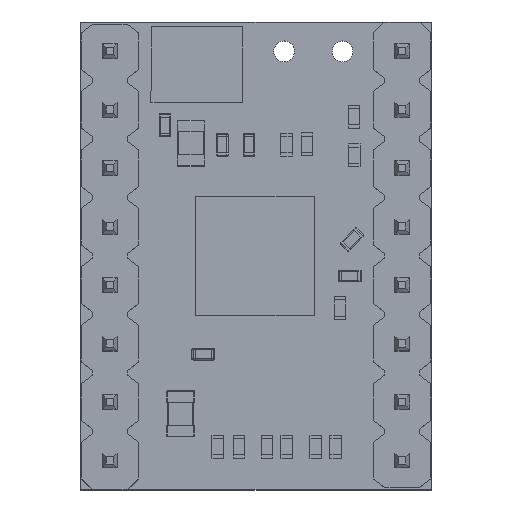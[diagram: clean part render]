
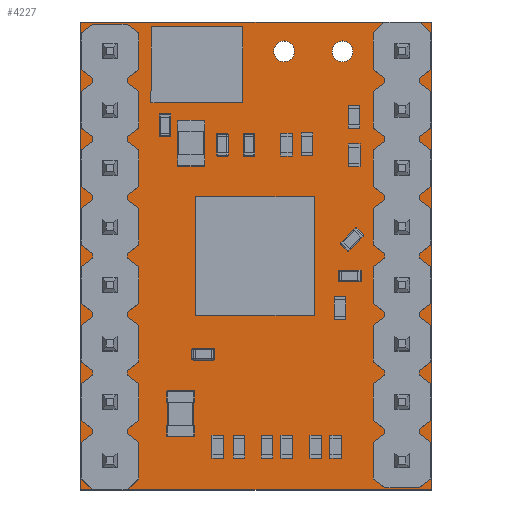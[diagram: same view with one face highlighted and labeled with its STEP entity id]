
A CAD part, top view. The second image highlights one B-rep face of the part: STEP entity #4227.
In plain terms, the highlighted planar face has unit normal (0, 0, 1).
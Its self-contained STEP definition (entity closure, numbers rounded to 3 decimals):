
#3414 = VERTEX_POINT('',#3415);
#3415 = CARTESIAN_POINT('',(113.03,50.8,0.));
#3421 = EDGE_CURVE('',#3414,#3422,#3424,.T.);
#3422 = VERTEX_POINT('',#3423);
#3423 = CARTESIAN_POINT('',(113.03,71.12,0.));
#3424 = LINE('',#3425,#3426);
#3425 = CARTESIAN_POINT('',(113.03,50.8,0.));
#3426 = VECTOR('',#3427,1.);
#3427 = DIRECTION('',(0.,1.,0.));
#3452 = EDGE_CURVE('',#3422,#3453,#3455,.T.);
#3453 = VERTEX_POINT('',#3454);
#3454 = CARTESIAN_POINT('',(128.27,71.12,0.));
#3455 = LINE('',#3456,#3457);
#3456 = CARTESIAN_POINT('',(113.03,71.12,0.));
#3457 = VECTOR('',#3458,1.);
#3458 = DIRECTION('',(1.,0.,0.));
#3483 = EDGE_CURVE('',#3453,#3484,#3486,.T.);
#3484 = VERTEX_POINT('',#3485);
#3485 = CARTESIAN_POINT('',(128.27,50.8,0.));
#3486 = LINE('',#3487,#3488);
#3487 = CARTESIAN_POINT('',(128.27,71.12,0.));
#3488 = VECTOR('',#3489,1.);
#3489 = DIRECTION('',(0.,-1.,0.));
#3514 = EDGE_CURVE('',#3484,#3414,#3515,.T.);
#3515 = LINE('',#3516,#3517);
#3516 = CARTESIAN_POINT('',(128.27,50.8,0.));
#3517 = VECTOR('',#3518,1.);
#3518 = DIRECTION('',(-1.,0.,0.));
#3538 = VERTEX_POINT('',#3539);
#3539 = CARTESIAN_POINT('',(114.725,57.15,0.));
#3545 = EDGE_CURVE('',#3538,#3538,#3546,.T.);
#3546 = CIRCLE('',#3547,0.425);
#3547 = AXIS2_PLACEMENT_3D('',#3548,#3549,#3550);
#3548 = CARTESIAN_POINT('',(114.3,57.15,0.));
#3549 = DIRECTION('',(0.,0.,1.));
#3550 = DIRECTION('',(1.,0.,-0.));
#3571 = VERTEX_POINT('',#3572);
#3572 = CARTESIAN_POINT('',(114.725,59.69,0.));
#3578 = EDGE_CURVE('',#3571,#3571,#3579,.T.);
#3579 = CIRCLE('',#3580,0.425);
#3580 = AXIS2_PLACEMENT_3D('',#3581,#3582,#3583);
#3581 = CARTESIAN_POINT('',(114.3,59.69,0.));
#3582 = DIRECTION('',(0.,0.,1.));
#3583 = DIRECTION('',(1.,0.,-0.));
#3604 = VERTEX_POINT('',#3605);
#3605 = CARTESIAN_POINT('',(114.725,52.07,0.));
#3611 = EDGE_CURVE('',#3604,#3604,#3612,.T.);
#3612 = CIRCLE('',#3613,0.425);
#3613 = AXIS2_PLACEMENT_3D('',#3614,#3615,#3616);
#3614 = CARTESIAN_POINT('',(114.3,52.07,0.));
#3615 = DIRECTION('',(0.,0.,1.));
#3616 = DIRECTION('',(1.,0.,-0.));
#3637 = VERTEX_POINT('',#3638);
#3638 = CARTESIAN_POINT('',(114.725,54.61,0.));
#3644 = EDGE_CURVE('',#3637,#3637,#3645,.T.);
#3645 = CIRCLE('',#3646,0.425);
#3646 = AXIS2_PLACEMENT_3D('',#3647,#3648,#3649);
#3647 = CARTESIAN_POINT('',(114.3,54.61,0.));
#3648 = DIRECTION('',(0.,0.,1.));
#3649 = DIRECTION('',(1.,0.,-0.));
#3670 = VERTEX_POINT('',#3671);
#3671 = CARTESIAN_POINT('',(114.725,62.23,0.));
#3677 = EDGE_CURVE('',#3670,#3670,#3678,.T.);
#3678 = CIRCLE('',#3679,0.425);
#3679 = AXIS2_PLACEMENT_3D('',#3680,#3681,#3682);
#3680 = CARTESIAN_POINT('',(114.3,62.23,0.));
#3681 = DIRECTION('',(0.,0.,1.));
#3682 = DIRECTION('',(1.,0.,-0.));
#3703 = VERTEX_POINT('',#3704);
#3704 = CARTESIAN_POINT('',(114.725,64.77,0.));
#3710 = EDGE_CURVE('',#3703,#3703,#3711,.T.);
#3711 = CIRCLE('',#3712,0.425);
#3712 = AXIS2_PLACEMENT_3D('',#3713,#3714,#3715);
#3713 = CARTESIAN_POINT('',(114.3,64.77,0.));
#3714 = DIRECTION('',(0.,0.,1.));
#3715 = DIRECTION('',(1.,0.,-0.));
#3736 = VERTEX_POINT('',#3737);
#3737 = CARTESIAN_POINT('',(114.725,67.31,0.));
#3743 = EDGE_CURVE('',#3736,#3736,#3744,.T.);
#3744 = CIRCLE('',#3745,0.425);
#3745 = AXIS2_PLACEMENT_3D('',#3746,#3747,#3748);
#3746 = CARTESIAN_POINT('',(114.3,67.31,0.));
#3747 = DIRECTION('',(0.,0.,1.));
#3748 = DIRECTION('',(1.,0.,-0.));
#3769 = VERTEX_POINT('',#3770);
#3770 = CARTESIAN_POINT('',(114.725,69.85,0.));
#3776 = EDGE_CURVE('',#3769,#3769,#3777,.T.);
#3777 = CIRCLE('',#3778,0.425);
#3778 = AXIS2_PLACEMENT_3D('',#3779,#3780,#3781);
#3779 = CARTESIAN_POINT('',(114.3,69.85,0.));
#3780 = DIRECTION('',(0.,0.,1.));
#3781 = DIRECTION('',(1.,0.,-0.));
#3802 = VERTEX_POINT('',#3803);
#3803 = CARTESIAN_POINT('',(118.985,69.267,0.));
#3809 = EDGE_CURVE('',#3802,#3802,#3810,.T.);
#3810 = CIRCLE('',#3811,0.9);
#3811 = AXIS2_PLACEMENT_3D('',#3812,#3813,#3814);
#3812 = CARTESIAN_POINT('',(118.085,69.267,0.));
#3813 = DIRECTION('',(0.,0.,1.));
#3814 = DIRECTION('',(1.,0.,-0.));
#3835 = VERTEX_POINT('',#3836);
#3836 = CARTESIAN_POINT('',(127.425,59.69,0.));
#3842 = EDGE_CURVE('',#3835,#3835,#3843,.T.);
#3843 = CIRCLE('',#3844,0.425);
#3844 = AXIS2_PLACEMENT_3D('',#3845,#3846,#3847);
#3845 = CARTESIAN_POINT('',(127.,59.69,0.));
#3846 = DIRECTION('',(0.,0.,1.));
#3847 = DIRECTION('',(1.,0.,-0.));
#3868 = VERTEX_POINT('',#3869);
#3869 = CARTESIAN_POINT('',(127.425,62.23,0.));
#3875 = EDGE_CURVE('',#3868,#3868,#3876,.T.);
#3876 = CIRCLE('',#3877,0.425);
#3877 = AXIS2_PLACEMENT_3D('',#3878,#3879,#3880);
#3878 = CARTESIAN_POINT('',(127.,62.23,0.));
#3879 = DIRECTION('',(0.,0.,1.));
#3880 = DIRECTION('',(1.,0.,-0.));
#3901 = VERTEX_POINT('',#3902);
#3902 = CARTESIAN_POINT('',(127.425,52.07,0.));
#3908 = EDGE_CURVE('',#3901,#3901,#3909,.T.);
#3909 = CIRCLE('',#3910,0.425);
#3910 = AXIS2_PLACEMENT_3D('',#3911,#3912,#3913);
#3911 = CARTESIAN_POINT('',(127.,52.07,0.));
#3912 = DIRECTION('',(0.,0.,1.));
#3913 = DIRECTION('',(1.,0.,-0.));
#3934 = VERTEX_POINT('',#3935);
#3935 = CARTESIAN_POINT('',(127.425,57.15,0.));
#3941 = EDGE_CURVE('',#3934,#3934,#3942,.T.);
#3942 = CIRCLE('',#3943,0.425);
#3943 = AXIS2_PLACEMENT_3D('',#3944,#3945,#3946);
#3944 = CARTESIAN_POINT('',(127.,57.15,0.));
#3945 = DIRECTION('',(0.,0.,1.));
#3946 = DIRECTION('',(1.,0.,-0.));
#3967 = VERTEX_POINT('',#3968);
#3968 = CARTESIAN_POINT('',(127.425,54.61,0.));
#3974 = EDGE_CURVE('',#3967,#3967,#3975,.T.);
#3975 = CIRCLE('',#3976,0.425);
#3976 = AXIS2_PLACEMENT_3D('',#3977,#3978,#3979);
#3977 = CARTESIAN_POINT('',(127.,54.61,0.));
#3978 = DIRECTION('',(0.,0.,1.));
#3979 = DIRECTION('',(1.,0.,-0.));
#4000 = VERTEX_POINT('',#4001);
#4001 = CARTESIAN_POINT('',(124.859,69.85,0.));
#4007 = EDGE_CURVE('',#4000,#4000,#4008,.T.);
#4008 = CIRCLE('',#4009,0.45);
#4009 = AXIS2_PLACEMENT_3D('',#4010,#4011,#4012);
#4010 = CARTESIAN_POINT('',(124.409,69.85,0.));
#4011 = DIRECTION('',(0.,0.,1.));
#4012 = DIRECTION('',(1.,0.,-0.));
#4033 = VERTEX_POINT('',#4034);
#4034 = CARTESIAN_POINT('',(122.319,69.85,0.));
#4040 = EDGE_CURVE('',#4033,#4033,#4041,.T.);
#4041 = CIRCLE('',#4042,0.45);
#4042 = AXIS2_PLACEMENT_3D('',#4043,#4044,#4045);
#4043 = CARTESIAN_POINT('',(121.869,69.85,0.));
#4044 = DIRECTION('',(0.,0.,1.));
#4045 = DIRECTION('',(1.,0.,-0.));
#4066 = VERTEX_POINT('',#4067);
#4067 = CARTESIAN_POINT('',(127.425,64.77,0.));
#4073 = EDGE_CURVE('',#4066,#4066,#4074,.T.);
#4074 = CIRCLE('',#4075,0.425);
#4075 = AXIS2_PLACEMENT_3D('',#4076,#4077,#4078);
#4076 = CARTESIAN_POINT('',(127.,64.77,0.));
#4077 = DIRECTION('',(0.,0.,1.));
#4078 = DIRECTION('',(1.,0.,-0.));
#4099 = VERTEX_POINT('',#4100);
#4100 = CARTESIAN_POINT('',(127.425,69.85,0.));
#4106 = EDGE_CURVE('',#4099,#4099,#4107,.T.);
#4107 = CIRCLE('',#4108,0.425);
#4108 = AXIS2_PLACEMENT_3D('',#4109,#4110,#4111);
#4109 = CARTESIAN_POINT('',(127.,69.85,0.));
#4110 = DIRECTION('',(0.,0.,1.));
#4111 = DIRECTION('',(1.,0.,-0.));
#4132 = VERTEX_POINT('',#4133);
#4133 = CARTESIAN_POINT('',(127.425,67.31,0.));
#4139 = EDGE_CURVE('',#4132,#4132,#4140,.T.);
#4140 = CIRCLE('',#4141,0.425);
#4141 = AXIS2_PLACEMENT_3D('',#4142,#4143,#4144);
#4142 = CARTESIAN_POINT('',(127.,67.31,0.));
#4143 = DIRECTION('',(0.,0.,1.));
#4144 = DIRECTION('',(1.,0.,-0.));
#4227 = ADVANCED_FACE('',(#4228,#4234,#4237,#4240,#4243,#4246,#4249,
    #4252,#4255,#4258,#4261,#4264,#4267,#4270,#4273,#4276,#4279,#4282,
    #4285,#4288),#4291,.F.);
#4228 = FACE_BOUND('',#4229,.F.);
#4229 = EDGE_LOOP('',(#4230,#4231,#4232,#4233));
#4230 = ORIENTED_EDGE('',*,*,#3421,.T.);
#4231 = ORIENTED_EDGE('',*,*,#3452,.T.);
#4232 = ORIENTED_EDGE('',*,*,#3483,.T.);
#4233 = ORIENTED_EDGE('',*,*,#3514,.T.);
#4234 = FACE_BOUND('',#4235,.F.);
#4235 = EDGE_LOOP('',(#4236));
#4236 = ORIENTED_EDGE('',*,*,#3545,.T.);
#4237 = FACE_BOUND('',#4238,.F.);
#4238 = EDGE_LOOP('',(#4239));
#4239 = ORIENTED_EDGE('',*,*,#3578,.T.);
#4240 = FACE_BOUND('',#4241,.F.);
#4241 = EDGE_LOOP('',(#4242));
#4242 = ORIENTED_EDGE('',*,*,#3611,.T.);
#4243 = FACE_BOUND('',#4244,.F.);
#4244 = EDGE_LOOP('',(#4245));
#4245 = ORIENTED_EDGE('',*,*,#3644,.T.);
#4246 = FACE_BOUND('',#4247,.F.);
#4247 = EDGE_LOOP('',(#4248));
#4248 = ORIENTED_EDGE('',*,*,#3677,.T.);
#4249 = FACE_BOUND('',#4250,.F.);
#4250 = EDGE_LOOP('',(#4251));
#4251 = ORIENTED_EDGE('',*,*,#3710,.T.);
#4252 = FACE_BOUND('',#4253,.F.);
#4253 = EDGE_LOOP('',(#4254));
#4254 = ORIENTED_EDGE('',*,*,#3743,.T.);
#4255 = FACE_BOUND('',#4256,.F.);
#4256 = EDGE_LOOP('',(#4257));
#4257 = ORIENTED_EDGE('',*,*,#3776,.T.);
#4258 = FACE_BOUND('',#4259,.F.);
#4259 = EDGE_LOOP('',(#4260));
#4260 = ORIENTED_EDGE('',*,*,#3809,.T.);
#4261 = FACE_BOUND('',#4262,.F.);
#4262 = EDGE_LOOP('',(#4263));
#4263 = ORIENTED_EDGE('',*,*,#3842,.T.);
#4264 = FACE_BOUND('',#4265,.F.);
#4265 = EDGE_LOOP('',(#4266));
#4266 = ORIENTED_EDGE('',*,*,#3875,.T.);
#4267 = FACE_BOUND('',#4268,.F.);
#4268 = EDGE_LOOP('',(#4269));
#4269 = ORIENTED_EDGE('',*,*,#3908,.T.);
#4270 = FACE_BOUND('',#4271,.F.);
#4271 = EDGE_LOOP('',(#4272));
#4272 = ORIENTED_EDGE('',*,*,#3941,.T.);
#4273 = FACE_BOUND('',#4274,.F.);
#4274 = EDGE_LOOP('',(#4275));
#4275 = ORIENTED_EDGE('',*,*,#3974,.T.);
#4276 = FACE_BOUND('',#4277,.F.);
#4277 = EDGE_LOOP('',(#4278));
#4278 = ORIENTED_EDGE('',*,*,#4007,.T.);
#4279 = FACE_BOUND('',#4280,.F.);
#4280 = EDGE_LOOP('',(#4281));
#4281 = ORIENTED_EDGE('',*,*,#4040,.T.);
#4282 = FACE_BOUND('',#4283,.F.);
#4283 = EDGE_LOOP('',(#4284));
#4284 = ORIENTED_EDGE('',*,*,#4073,.T.);
#4285 = FACE_BOUND('',#4286,.F.);
#4286 = EDGE_LOOP('',(#4287));
#4287 = ORIENTED_EDGE('',*,*,#4106,.T.);
#4288 = FACE_BOUND('',#4289,.F.);
#4289 = EDGE_LOOP('',(#4290));
#4290 = ORIENTED_EDGE('',*,*,#4139,.T.);
#4291 = PLANE('',#4292);
#4292 = AXIS2_PLACEMENT_3D('',#4293,#4294,#4295);
#4293 = CARTESIAN_POINT('',(120.65,60.96,0.));
#4294 = DIRECTION('',(-0.,-0.,-1.));
#4295 = DIRECTION('',(-1.,0.,0.));
